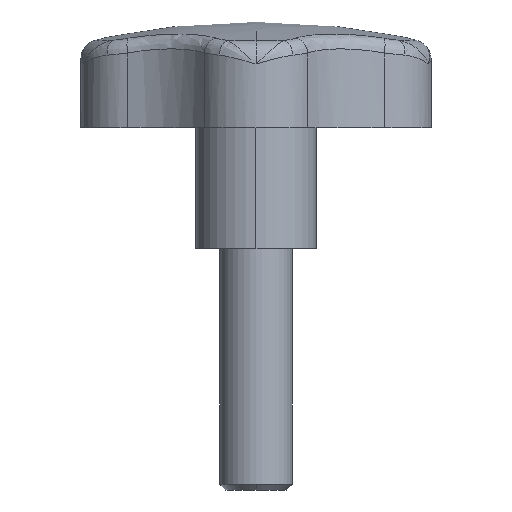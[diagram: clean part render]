
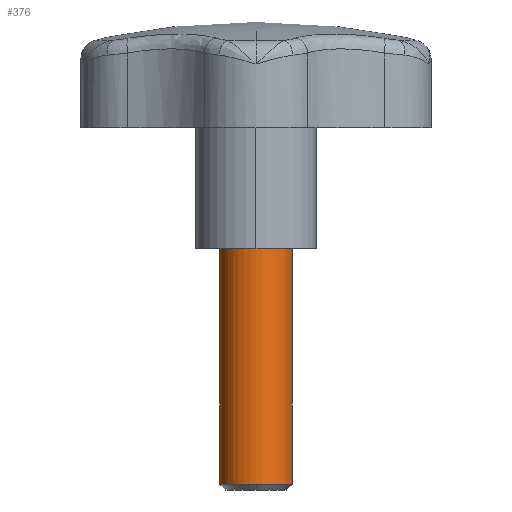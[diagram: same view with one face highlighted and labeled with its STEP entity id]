
A CAD part, front view. The second image highlights one B-rep face of the part: STEP entity #376.
In plain terms, the highlighted cylindrical face has radius 6 mm (diameter 12 mm), a partial arc.
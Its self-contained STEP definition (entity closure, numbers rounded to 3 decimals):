
#348=VERTEX_POINT('',#969);
#360=VERTEX_POINT('',#981);
#376=ADVANCED_FACE('',(#998),#999,.T.);
#388=EDGE_CURVE('',#348,#586,#1013,.T.);
#586=VERTEX_POINT('',#1237);
#630=EDGE_CURVE('',#666,#360,#1285,.T.);
#666=VERTEX_POINT('',#1328);
#710=EDGE_CURVE('',#816,#360,#1377,.T.);
#734=EDGE_CURVE('',#586,#666,#1403,.T.);
#816=VERTEX_POINT('',#1495);
#910=EDGE_CURVE('',#816,#348,#1594,.T.);
#969=CARTESIAN_POINT('',(-6.0,0.,-39.053));
#981=CARTESIAN_POINT('',(6.0,0.,0.0));
#998=FACE_OUTER_BOUND('',#1858,.T.);
#999=CYLINDRICAL_SURFACE('',#1859,6.0);
#1013=CIRCLE('',#1874,6.0);
#1237=CARTESIAN_POINT('',(0.,-6.0,-39.053));
#1285=LINE('',#2957,#2958);
#1328=CARTESIAN_POINT('',(6.0,0.,-39.053));
#1377=CIRCLE('',#3397,6.0);
#1403=CIRCLE('',#3580,6.0);
#1495=CARTESIAN_POINT('',(-6.0,0.,0.0));
#1594=LINE('',#4214,#4215);
#1858=EDGE_LOOP('',(#4383,#4384,#4385,#4386,#4387));
#1859=AXIS2_PLACEMENT_3D('',#4388,#4389,#4390);
#1874=AXIS2_PLACEMENT_3D('',#4408,#4409,#4410);
#2957=CARTESIAN_POINT('',(6.0,0.,-19.5));
#2958=VECTOR('',#4712,1.0);
#3397=AXIS2_PLACEMENT_3D('',#4808,#4809,#4810);
#3580=AXIS2_PLACEMENT_3D('',#4833,#4834,#4835);
#4214=CARTESIAN_POINT('',(-6.0,0.,-19.5));
#4215=VECTOR('',#5054,1.0);
#4383=ORIENTED_EDGE('',*,*,#630,.T.);
#4384=ORIENTED_EDGE('',*,*,#710,.F.);
#4385=ORIENTED_EDGE('',*,*,#910,.T.);
#4386=ORIENTED_EDGE('',*,*,#388,.T.);
#4387=ORIENTED_EDGE('',*,*,#734,.T.);
#4388=CARTESIAN_POINT('',(0.0,0.0,-19.5));
#4389=DIRECTION('',(-0.0,-0.0,-1.0));
#4390=DIRECTION('',(1.0,0.0,0.0));
#4408=CARTESIAN_POINT('',(0.0,0.0,-39.053));
#4409=DIRECTION('',(0.,0.0,1.0));
#4410=DIRECTION('',(1.0,0.0,0.));
#4712=DIRECTION('',(0.0,0.0,1.0));
#4808=CARTESIAN_POINT('',(0.0,0.0,0.0));
#4809=DIRECTION('',(0.0,0.0,1.0));
#4810=DIRECTION('',(1.0,0.0,0.0));
#4833=CARTESIAN_POINT('',(0.0,0.0,-39.053));
#4834=DIRECTION('',(0.,0.0,1.0));
#4835=DIRECTION('',(1.0,0.0,0.));
#5054=DIRECTION('',(-0.0,-0.0,-1.0));
